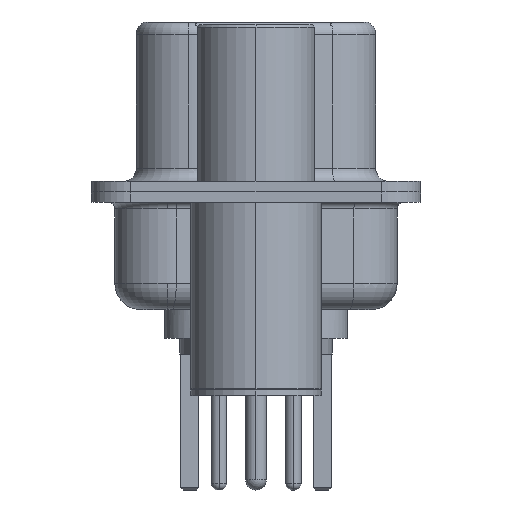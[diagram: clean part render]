
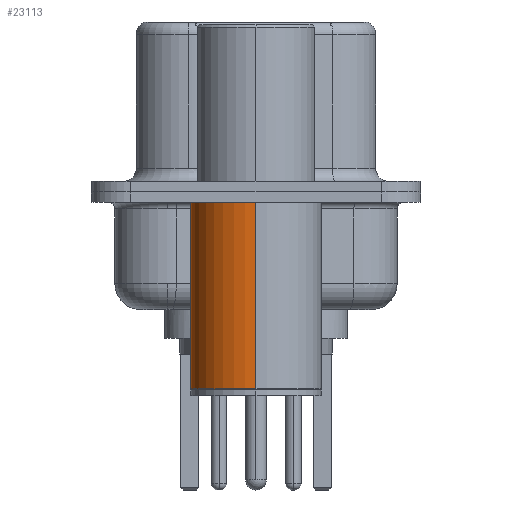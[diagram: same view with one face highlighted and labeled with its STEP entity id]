
A CAD part, left-side view. The second image highlights one B-rep face of the part: STEP entity #23113.
In plain terms, the highlighted cylindrical face has radius 2.5 mm (diameter 5 mm), a partial arc.
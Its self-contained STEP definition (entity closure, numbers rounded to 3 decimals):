
#645 = VECTOR ( 'NONE', #21834, 1000. ) ;
#2827 = AXIS2_PLACEMENT_3D ( 'NONE', #3560, #17594, #5555 ) ;
#3480 = EDGE_CURVE ( 'NONE', #4349, #7401, #22686, .T. ) ;
#3560 = CARTESIAN_POINT ( 'NONE',  ( 0., 0., -7.525 ) ) ;
#4349 = VERTEX_POINT ( 'NONE', #9462 ) ;
#5494 = FACE_OUTER_BOUND ( 'NONE', #21819, .T. ) ;
#5555 = DIRECTION ( 'NONE',  ( 1., 0., 0. ) ) ;
#6499 = ORIENTED_EDGE ( 'NONE', *, *, #13537, .F. ) ;
#7168 = VERTEX_POINT ( 'NONE', #12409 ) ;
#7401 = VERTEX_POINT ( 'NONE', #15226 ) ;
#8207 = DIRECTION ( 'NONE',  ( 0., 0., 1. ) ) ;
#8547 = ORIENTED_EDGE ( 'NONE', *, *, #10750, .T. ) ;
#9462 = CARTESIAN_POINT ( 'NONE',  ( 2.5, 0., -0.4 ) ) ;
#10485 = CIRCLE ( 'NONE', #2827, 2.5 ) ;
#10750 = EDGE_CURVE ( 'NONE', #11231, #7168, #10485, .T. ) ;
#10912 = VECTOR ( 'NONE', #19682, 1000. ) ;
#11167 = DIRECTION ( 'NONE',  ( 1., 0., 0. ) ) ;
#11231 = VERTEX_POINT ( 'NONE', #17837 ) ;
#12409 = CARTESIAN_POINT ( 'NONE',  ( -2.5, 0., -7.525 ) ) ;
#12626 = AXIS2_PLACEMENT_3D ( 'NONE', #16796, #8207, #22284 ) ;
#13537 = EDGE_CURVE ( 'NONE', #11231, #4349, #21972, .T. ) ;
#15226 = CARTESIAN_POINT ( 'NONE',  ( -2.5, 0., -0.4 ) ) ;
#16796 = CARTESIAN_POINT ( 'NONE',  ( 0., 0., -0.4 ) ) ;
#17347 = AXIS2_PLACEMENT_3D ( 'NONE', #19168, #23216, #11167 ) ;
#17594 = DIRECTION ( 'NONE',  ( 0., 0., 1. ) ) ;
#17837 = CARTESIAN_POINT ( 'NONE',  ( 2.5, 0., -7.525 ) ) ;
#19010 = ORIENTED_EDGE ( 'NONE', *, *, #20600, .T. ) ;
#19028 = ORIENTED_EDGE ( 'NONE', *, *, #3480, .F. ) ;
#19168 = CARTESIAN_POINT ( 'NONE',  ( 0., 0., 0.581 ) ) ;
#19682 = DIRECTION ( 'NONE',  ( 0., 0., 1. ) ) ;
#19821 = CARTESIAN_POINT ( 'NONE',  ( 2.5, 0., 0.581 ) ) ;
#20600 = EDGE_CURVE ( 'NONE', #7168, #7401, #21575, .T. ) ;
#21575 = LINE ( 'NONE', #25754, #10912 ) ;
#21819 = EDGE_LOOP ( 'NONE', ( #8547, #19010, #19028, #6499 ) ) ;
#21834 = DIRECTION ( 'NONE',  ( 0., 0., 1. ) ) ;
#21972 = LINE ( 'NONE', #19821, #645 ) ;
#22284 = DIRECTION ( 'NONE',  ( 1., 0., 0. ) ) ;
#22686 = CIRCLE ( 'NONE', #12626, 2.5 ) ;
#23113 = ADVANCED_FACE ( 'NONE', ( #5494 ), #25595, .T. ) ;
#23216 = DIRECTION ( 'NONE',  ( 0., 0., 1. ) ) ;
#25595 = CYLINDRICAL_SURFACE ( 'NONE', #17347, 2.5 ) ;
#25754 = CARTESIAN_POINT ( 'NONE',  ( -2.5, 0., 0.581 ) ) ;
